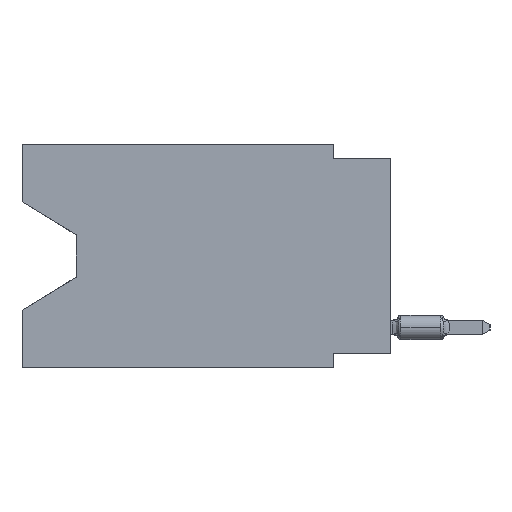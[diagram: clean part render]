
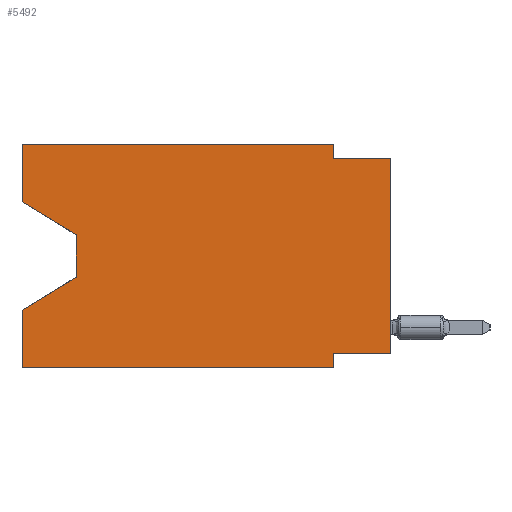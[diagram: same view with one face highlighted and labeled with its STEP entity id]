
A CAD part, left-side view. The second image highlights one B-rep face of the part: STEP entity #5492.
In plain terms, the highlighted planar face has unit normal (-1, 0, 0).
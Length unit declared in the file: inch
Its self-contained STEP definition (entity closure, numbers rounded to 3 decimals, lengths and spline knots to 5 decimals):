
#204 = LINE ( 'NONE', #8521, #22013 ) ;
#298 = LINE ( 'NONE', #12561, #4791 ) ;
#456 = ORIENTED_EDGE ( 'NONE', *, *, #19665, .F. ) ;
#457 = EDGE_CURVE ( 'NONE', #5091, #19296, #204, .T. ) ;
#750 = VERTEX_POINT ( 'NONE', #18663 ) ;
#1222 = CARTESIAN_POINT ( 'NONE',  ( 0., 0.645, 0. ) ) ;
#1611 = EDGE_LOOP ( 'NONE', ( #4228, #11228, #8355, #21610, #3809, #13082, #456, #21138, #24281, #5056, #5067, #12799 ) ) ;
#2124 = CARTESIAN_POINT ( 'NONE',  ( 0., 0.645, 0. ) ) ;
#2525 = CARTESIAN_POINT ( 'NONE',  ( 0., 0.645, 0. ) ) ;
#2809 = LINE ( 'NONE', #15627, #6734 ) ;
#2831 = LINE ( 'NONE', #18312, #12754 ) ;
#3620 = EDGE_CURVE ( 'NONE', #26048, #7094, #298, .T. ) ;
#3809 = ORIENTED_EDGE ( 'NONE', *, *, #10662, .T. ) ;
#3995 = VERTEX_POINT ( 'NONE', #19306 ) ;
#4036 = DIRECTION ( 'NONE',  ( 0., 0., -1. ) ) ;
#4228 = ORIENTED_EDGE ( 'NONE', *, *, #9242, .T. ) ;
#4791 = VECTOR ( 'NONE', #10448, 39.37008 ) ;
#5056 = ORIENTED_EDGE ( 'NONE', *, *, #20772, .F. ) ;
#5067 = ORIENTED_EDGE ( 'NONE', *, *, #21318, .F. ) ;
#5091 = VERTEX_POINT ( 'NONE', #22698 ) ;
#5349 = DIRECTION ( 'NONE',  ( 0., 1., 0. ) ) ;
#5492 = ADVANCED_FACE ( 'NONE', ( #15776 ), #7044, .F. ) ;
#5499 = VERTEX_POINT ( 'NONE', #7594 ) ;
#5544 = CARTESIAN_POINT ( 'NONE',  ( 0., 0.645, -0.39 ) ) ;
#6383 = VECTOR ( 'NONE', #15506, 39.37008 ) ;
#6734 = VECTOR ( 'NONE', #9685, 39.37008 ) ;
#6916 = LINE ( 'NONE', #9292, #6383 ) ;
#7044 = PLANE ( 'NONE',  #14514 ) ;
#7094 = VERTEX_POINT ( 'NONE', #13449 ) ;
#7594 = CARTESIAN_POINT ( 'NONE',  ( 0., 0.1, -0.39 ) ) ;
#7785 = CARTESIAN_POINT ( 'NONE',  ( 0., 0.1, -0.365 ) ) ;
#8355 = ORIENTED_EDGE ( 'NONE', *, *, #27120, .T. ) ;
#8521 = CARTESIAN_POINT ( 'NONE',  ( 0., 0.55, -0.158 ) ) ;
#8776 = VECTOR ( 'NONE', #14789, 39.37008 ) ;
#9242 = EDGE_CURVE ( 'NONE', #27523, #5091, #2831, .T. ) ;
#9292 = CARTESIAN_POINT ( 'NONE',  ( 0., 0.1, 0. ) ) ;
#9479 = VERTEX_POINT ( 'NONE', #23495 ) ;
#9685 = DIRECTION ( 'NONE',  ( 0., 0., -1. ) ) ;
#10448 = DIRECTION ( 'NONE',  ( 0., -1., 0. ) ) ;
#10662 = EDGE_CURVE ( 'NONE', #3995, #5499, #20622, .T. ) ;
#11105 = EDGE_CURVE ( 'NONE', #27082, #7094, #23648, .T. ) ;
#11228 = ORIENTED_EDGE ( 'NONE', *, *, #457, .T. ) ;
#12166 = CARTESIAN_POINT ( 'NONE',  ( 0., 0.1, 0. ) ) ;
#12381 = CARTESIAN_POINT ( 'NONE',  ( 0., 0., 0. ) ) ;
#12561 = CARTESIAN_POINT ( 'NONE',  ( 0., 0., -0.025 ) ) ;
#12754 = VECTOR ( 'NONE', #15919, 39.37008 ) ;
#12799 = ORIENTED_EDGE ( 'NONE', *, *, #19424, .F. ) ;
#13082 = ORIENTED_EDGE ( 'NONE', *, *, #16976, .F. ) ;
#13449 = CARTESIAN_POINT ( 'NONE',  ( 0., 0., -0.025 ) ) ;
#13651 = CARTESIAN_POINT ( 'NONE',  ( 0., 0.645, 0. ) ) ;
#14514 = AXIS2_PLACEMENT_3D ( 'NONE', #13651, #20282, #20145 ) ;
#14789 = DIRECTION ( 'NONE',  ( 0., 0., 1. ) ) ;
#15110 = VERTEX_POINT ( 'NONE', #7785 ) ;
#15343 = DIRECTION ( 'NONE',  ( 0., 0., 1. ) ) ;
#15506 = DIRECTION ( 'NONE',  ( 0., 0., -1. ) ) ;
#15627 = CARTESIAN_POINT ( 'NONE',  ( 0., 0.1, -0.39 ) ) ;
#15776 = FACE_OUTER_BOUND ( 'NONE', #1611, .T. ) ;
#15919 = DIRECTION ( 'NONE',  ( 0., -0.855, -0.519 ) ) ;
#15965 = CARTESIAN_POINT ( 'NONE',  ( 0., 0.55, -0.232 ) ) ;
#16022 = VECTOR ( 'NONE', #18078, 39.37008 ) ;
#16776 = DIRECTION ( 'NONE',  ( 0., 0., 1. ) ) ;
#16976 = EDGE_CURVE ( 'NONE', #15110, #5499, #2809, .T. ) ;
#17948 = CARTESIAN_POINT ( 'NONE',  ( 0., 0., -0.365 ) ) ;
#18078 = DIRECTION ( 'NONE',  ( 0., 0.855, -0.519 ) ) ;
#18312 = CARTESIAN_POINT ( 'NONE',  ( 0., 0.645, -0.10025 ) ) ;
#18589 = CARTESIAN_POINT ( 'NONE',  ( 0., 0., -0.365 ) ) ;
#18663 = CARTESIAN_POINT ( 'NONE',  ( 0., 0.645, 0. ) ) ;
#19034 = VECTOR ( 'NONE', #15343, 39.37008 ) ;
#19296 = VERTEX_POINT ( 'NONE', #20599 ) ;
#19306 = CARTESIAN_POINT ( 'NONE',  ( 0., 0.645, -0.39 ) ) ;
#19424 = EDGE_CURVE ( 'NONE', #27523, #750, #25246, .T. ) ;
#19665 = EDGE_CURVE ( 'NONE', #27082, #15110, #26920, .T. ) ;
#19780 = LINE ( 'NONE', #15965, #16022 ) ;
#20145 = DIRECTION ( 'NONE',  ( 0., 0., -1. ) ) ;
#20282 = DIRECTION ( 'NONE',  ( 1., 0., 0. ) ) ;
#20599 = CARTESIAN_POINT ( 'NONE',  ( 0., 0.55, -0.232 ) ) ;
#20622 = LINE ( 'NONE', #5544, #26811 ) ;
#20683 = LINE ( 'NONE', #1222, #27125 ) ;
#20772 = EDGE_CURVE ( 'NONE', #21830, #26048, #6916, .T. ) ;
#20898 = DIRECTION ( 'NONE',  ( 0., -1., 0. ) ) ;
#21138 = ORIENTED_EDGE ( 'NONE', *, *, #11105, .T. ) ;
#21318 = EDGE_CURVE ( 'NONE', #750, #21830, #20683, .T. ) ;
#21610 = ORIENTED_EDGE ( 'NONE', *, *, #24046, .F. ) ;
#21823 = LINE ( 'NONE', #2525, #19034 ) ;
#21830 = VERTEX_POINT ( 'NONE', #12166 ) ;
#22013 = VECTOR ( 'NONE', #4036, 39.37008 ) ;
#22358 = DIRECTION ( 'NONE',  ( 0., -1., 0. ) ) ;
#22698 = CARTESIAN_POINT ( 'NONE',  ( 0., 0.55, -0.158 ) ) ;
#23360 = CARTESIAN_POINT ( 'NONE',  ( 0., 0.1, -0.025 ) ) ;
#23428 = VECTOR ( 'NONE', #5349, 39.37008 ) ;
#23495 = CARTESIAN_POINT ( 'NONE',  ( 0., 0.645, -0.28975 ) ) ;
#23648 = LINE ( 'NONE', #12381, #8776 ) ;
#23858 = VECTOR ( 'NONE', #16776, 39.37008 ) ;
#24046 = EDGE_CURVE ( 'NONE', #3995, #9479, #21823, .T. ) ;
#24281 = ORIENTED_EDGE ( 'NONE', *, *, #3620, .F. ) ;
#25246 = LINE ( 'NONE', #2124, #23858 ) ;
#26048 = VERTEX_POINT ( 'NONE', #23360 ) ;
#26655 = CARTESIAN_POINT ( 'NONE',  ( 0., 0.645, -0.10025 ) ) ;
#26811 = VECTOR ( 'NONE', #20898, 39.37008 ) ;
#26920 = LINE ( 'NONE', #18589, #23428 ) ;
#27082 = VERTEX_POINT ( 'NONE', #17948 ) ;
#27120 = EDGE_CURVE ( 'NONE', #19296, #9479, #19780, .T. ) ;
#27125 = VECTOR ( 'NONE', #22358, 39.37008 ) ;
#27523 = VERTEX_POINT ( 'NONE', #26655 ) ;
